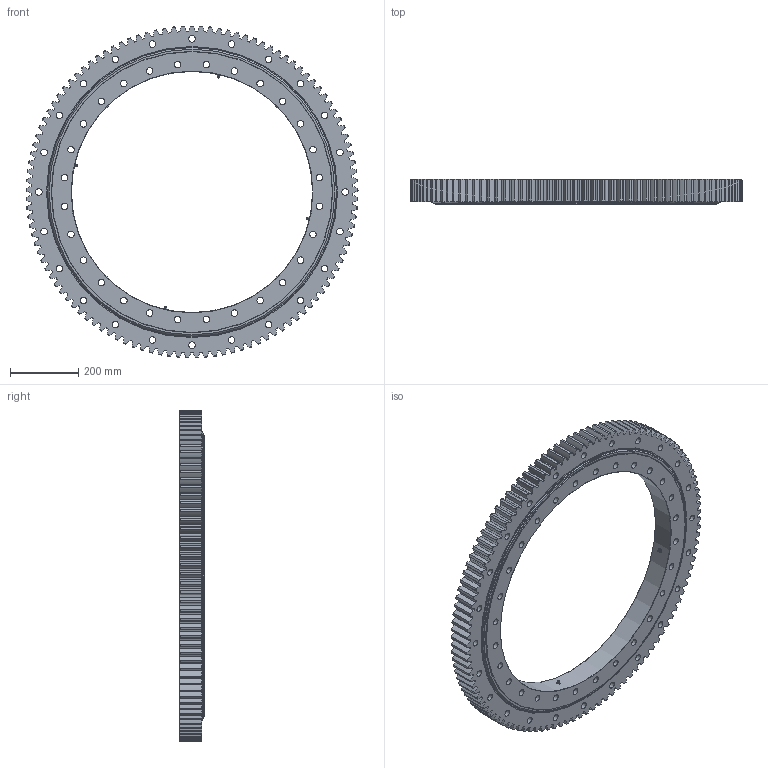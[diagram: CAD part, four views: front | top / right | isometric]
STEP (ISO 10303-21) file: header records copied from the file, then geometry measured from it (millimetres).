
FILE_DESCRIPTION(/* description */ (''),/* implementation_level */ '2;1');
FILE_NAME(/* name */ '30E.0822.35.004.stp',/* time_stamp */ '2025-06-05T09:34:00-04:00',/* author */ ('richard.potesta'),/* organization */ (''),/* preprocessor_version */ 'ST-DEVELOPER v20.1',/* originating_system */ 'Autodesk Inventor 2026',/* authorisation */ '');
FILE_SCHEMA (('AUTOMOTIVE_DESIGN { 1 0 10303 214 3 1 1 }'));
Length unit declared in the file: inch
Products named in the file (4): 30E.0822.35.004; 30E.0822.35.004_1; Spur Gears; 1_8 NPT Fitting
Assembly tree (6 placements, depth 2):
  30E.0822.35.004
    30E.0822.35.004_1
    Spur Gears
    1_8 NPT Fitting  x4
Bounding box: 970.23 x 73.03 x 970.14 mm (x, y, z)
Volume: 19745943.1 mm3; surface area: 2278099.6 mm2
Topology: 10 solids, 10 shells, 1011 faces, 2904 edges, 1932 vertices
Faces by surface type: cylinder 528, cone 272, torus 85, plane 58, sphere 56, bspline 12
Full cylindrical faces by diameter (mm): 2.536 x8, 19.177 x52, 38.1 x1, 38.151 x1, 704.85 x1, 808.325 x1, 808.35 x1, 819.277 x1, 822.325 x4, 825.373 x1, 836.3 x1, 836.325 x1
Entity records: 40345 total; most frequent: CARTESIAN_POINT 15400, ORIENTED_EDGE 5382, DIRECTION 5266, EDGE_CURVE 2691, AXIS2_PLACEMENT_3D 2358, VERTEX_POINT 1791, CIRCLE 1430, EDGE_LOOP 1044
